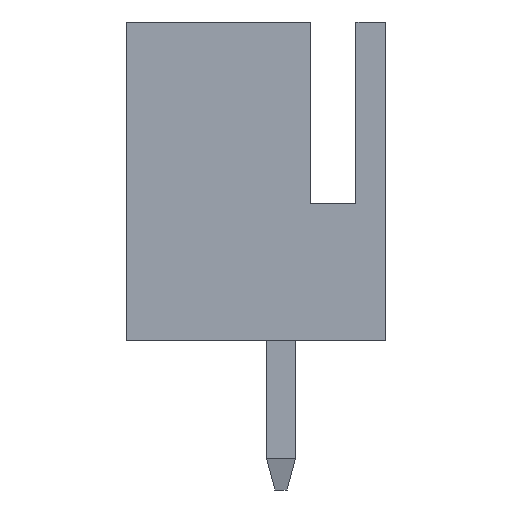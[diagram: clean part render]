
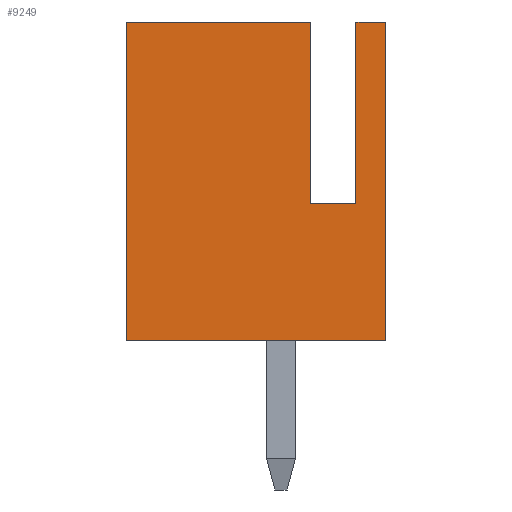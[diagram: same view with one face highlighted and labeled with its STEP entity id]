
A CAD part, left-side view. The second image highlights one B-rep face of the part: STEP entity #9249.
In plain terms, the highlighted planar face has unit normal (-1, 0, 0).
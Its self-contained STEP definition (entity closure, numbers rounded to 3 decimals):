
#91 = DIRECTION ( 'NONE',  ( 0., 0., 1. ) ) ;
#161 = ORIENTED_EDGE ( 'NONE', *, *, #13010, .T. ) ;
#289 = VECTOR ( 'NONE', #13944, 1000. ) ;
#327 = DIRECTION ( 'NONE',  ( 0., -1., 0. ) ) ;
#1244 = EDGE_CURVE ( 'NONE', #13767, #11598, #6500, .T. ) ;
#1734 = DIRECTION ( 'NONE',  ( 0., -1., 0. ) ) ;
#1873 = CARTESIAN_POINT ( 'NONE',  ( -18.8, 5.7, 3. ) ) ;
#2020 = PLANE ( 'NONE',  #9604 ) ;
#2385 = VECTOR ( 'NONE', #7667, 1000. ) ;
#2789 = CARTESIAN_POINT ( 'NONE',  ( -18.8, 0.65, 7. ) ) ;
#2876 = VECTOR ( 'NONE', #1734, 1000. ) ;
#3645 = CARTESIAN_POINT ( 'NONE',  ( -18.8, 1.65, 7. ) ) ;
#3735 = ORIENTED_EDGE ( 'NONE', *, *, #8961, .T. ) ;
#4086 = LINE ( 'NONE', #1873, #289 ) ;
#5236 = CARTESIAN_POINT ( 'NONE',  ( -18.8, 5.7, 7. ) ) ;
#5705 = ORIENTED_EDGE ( 'NONE', *, *, #14002, .F. ) ;
#5759 = DIRECTION ( 'NONE',  ( 0., 0., -1. ) ) ;
#6500 = LINE ( 'NONE', #15374, #15015 ) ;
#6705 = CARTESIAN_POINT ( 'NONE',  ( -18.8, 0., 7. ) ) ;
#6810 = FACE_OUTER_BOUND ( 'NONE', #15863, .T. ) ;
#6967 = DIRECTION ( 'NONE',  ( 1., 0., 0. ) ) ;
#7361 = CARTESIAN_POINT ( 'NONE',  ( -18.8, 0.65, 7. ) ) ;
#7474 = LINE ( 'NONE', #2789, #11781 ) ;
#7667 = DIRECTION ( 'NONE',  ( 0., 0., -1. ) ) ;
#8072 = DIRECTION ( 'NONE',  ( 0., -1., 0. ) ) ;
#8177 = VERTEX_POINT ( 'NONE', #9666 ) ;
#8417 = CARTESIAN_POINT ( 'NONE',  ( -18.8, 0., 7. ) ) ;
#8658 = VERTEX_POINT ( 'NONE', #10180 ) ;
#8862 = LINE ( 'NONE', #5236, #10704 ) ;
#8900 = ORIENTED_EDGE ( 'NONE', *, *, #1244, .F. ) ;
#8949 = LINE ( 'NONE', #12820, #2876 ) ;
#8961 = EDGE_CURVE ( 'NONE', #8177, #9958, #4086, .T. ) ;
#9212 = CARTESIAN_POINT ( 'NONE',  ( -18.8, 5.7, 7. ) ) ;
#9249 = ADVANCED_FACE ( 'NONE', ( #6810 ), #2020, .F. ) ;
#9604 = AXIS2_PLACEMENT_3D ( 'NONE', #9212, #6967, #5759 ) ;
#9666 = CARTESIAN_POINT ( 'NONE',  ( -18.8, 0.65, 3. ) ) ;
#9742 = VECTOR ( 'NONE', #8072, 1000. ) ;
#9958 = VERTEX_POINT ( 'NONE', #11222 ) ;
#9963 = EDGE_CURVE ( 'NONE', #8177, #12709, #7474, .T. ) ;
#10159 = DIRECTION ( 'NONE',  ( 0., 0., -1. ) ) ;
#10180 = CARTESIAN_POINT ( 'NONE',  ( -18.8, 0., 0. ) ) ;
#10589 = CARTESIAN_POINT ( 'NONE',  ( -18.8, 5.7, 7. ) ) ;
#10674 = LINE ( 'NONE', #10589, #9742 ) ;
#10704 = VECTOR ( 'NONE', #10159, 1000. ) ;
#10873 = ORIENTED_EDGE ( 'NONE', *, *, #11362, .F. ) ;
#11143 = ORIENTED_EDGE ( 'NONE', *, *, #9963, .F. ) ;
#11222 = CARTESIAN_POINT ( 'NONE',  ( -18.8, 1.65, 3. ) ) ;
#11362 = EDGE_CURVE ( 'NONE', #12709, #13190, #10674, .T. ) ;
#11474 = ORIENTED_EDGE ( 'NONE', *, *, #14368, .T. ) ;
#11598 = VERTEX_POINT ( 'NONE', #14838 ) ;
#11687 = ORIENTED_EDGE ( 'NONE', *, *, #13609, .F. ) ;
#11781 = VECTOR ( 'NONE', #91, 1000. ) ;
#11922 = VERTEX_POINT ( 'NONE', #15532 ) ;
#11968 = DIRECTION ( 'NONE',  ( 0., 0., -1. ) ) ;
#12277 = LINE ( 'NONE', #3645, #15321 ) ;
#12669 = LINE ( 'NONE', #6705, #2385 ) ;
#12709 = VERTEX_POINT ( 'NONE', #7361 ) ;
#12820 = CARTESIAN_POINT ( 'NONE',  ( -18.8, 5.7, 0. ) ) ;
#13010 = EDGE_CURVE ( 'NONE', #11922, #8658, #8949, .T. ) ;
#13190 = VERTEX_POINT ( 'NONE', #8417 ) ;
#13609 = EDGE_CURVE ( 'NONE', #13190, #8658, #12669, .T. ) ;
#13767 = VERTEX_POINT ( 'NONE', #14567 ) ;
#13944 = DIRECTION ( 'NONE',  ( 0., 1., 0. ) ) ;
#14002 = EDGE_CURVE ( 'NONE', #11598, #9958, #12277, .T. ) ;
#14368 = EDGE_CURVE ( 'NONE', #13767, #11922, #8862, .T. ) ;
#14567 = CARTESIAN_POINT ( 'NONE',  ( -18.8, 5.7, 7. ) ) ;
#14838 = CARTESIAN_POINT ( 'NONE',  ( -18.8, 1.65, 7. ) ) ;
#15015 = VECTOR ( 'NONE', #327, 1000. ) ;
#15321 = VECTOR ( 'NONE', #11968, 1000. ) ;
#15374 = CARTESIAN_POINT ( 'NONE',  ( -18.8, 5.7, 7. ) ) ;
#15532 = CARTESIAN_POINT ( 'NONE',  ( -18.8, 5.7, 0. ) ) ;
#15863 = EDGE_LOOP ( 'NONE', ( #11143, #3735, #5705, #8900, #11474, #161, #11687, #10873 ) ) ;
